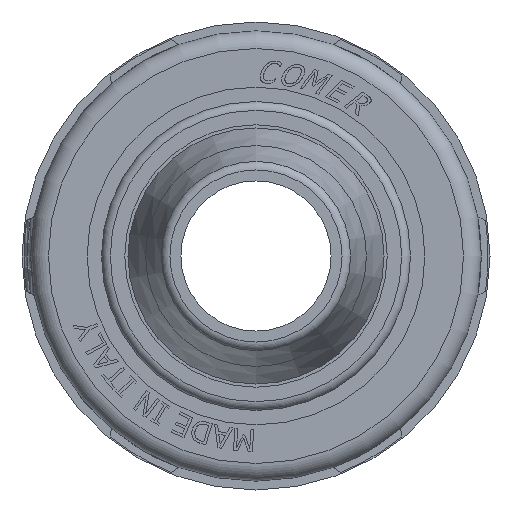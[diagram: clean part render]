
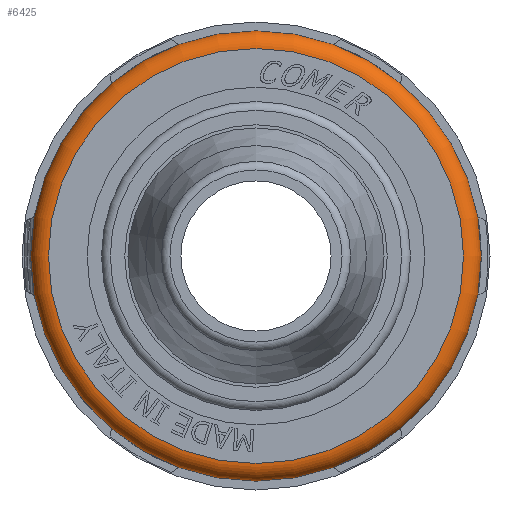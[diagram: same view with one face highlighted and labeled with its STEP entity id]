
A CAD part, left-side view. The second image highlights one B-rep face of the part: STEP entity #6425.
In plain terms, the highlighted toroidal (fillet/blend) face has major radius 23.5 mm and minor radius 2 mm.
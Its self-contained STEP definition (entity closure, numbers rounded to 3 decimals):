
#1852=FACE_BOUND('',#2608,.T.);
#2202=FACE_OUTER_BOUND('',#2607,.T.);
#2607=EDGE_LOOP('',(#5913));
#2608=EDGE_LOOP('',(#5914));
#2653=CIRCLE('',#6537,23.5);
#2739=CIRCLE('',#6851,25.5);
#2941=VERTEX_POINT('',#9465);
#3346=VERTEX_POINT('',#10845);
#3619=EDGE_CURVE('',#2941,#2941,#2653,.T.);
#4222=EDGE_CURVE('',#3346,#3346,#2739,.T.);
#5913=ORIENTED_EDGE('',*,*,#4222,.T.);
#5914=ORIENTED_EDGE('',*,*,#3619,.T.);
#6082=TOROIDAL_SURFACE('',#6858,23.5,2.);
#6425=ADVANCED_FACE('',(#2202,#1852),#6082,.T.);
#6537=AXIS2_PLACEMENT_3D('',#9466,#7237,#7238);
#6851=AXIS2_PLACEMENT_3D('',#10846,#8358,#8359);
#6858=AXIS2_PLACEMENT_3D('',#10857,#8375,#8376);
#7237=DIRECTION('center_axis',(1.,0.,0.));
#7238=DIRECTION('ref_axis',(0.,1.,0.));
#8358=DIRECTION('center_axis',(-1.,0.,0.));
#8359=DIRECTION('ref_axis',(0.,1.,0.));
#8375=DIRECTION('center_axis',(-1.,0.,0.));
#8376=DIRECTION('ref_axis',(0.,0.,1.));
#9465=CARTESIAN_POINT('',(0.,-23.5,0.));
#9466=CARTESIAN_POINT('Origin',(0.,0.,0.));
#10845=CARTESIAN_POINT('',(2.,-25.5,0.));
#10846=CARTESIAN_POINT('Origin',(2.,0.,0.));
#10857=CARTESIAN_POINT('Origin',(2.,0.,0.));
